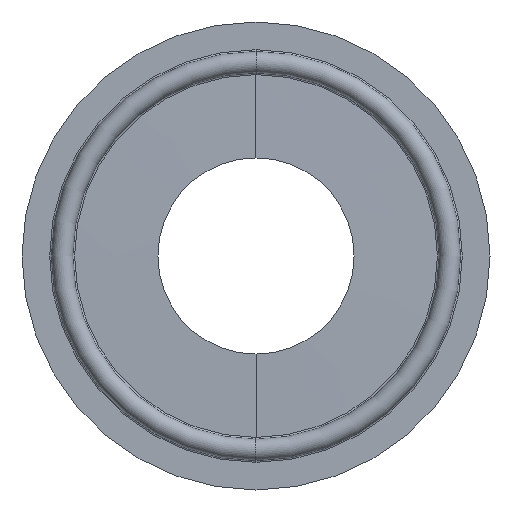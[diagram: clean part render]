
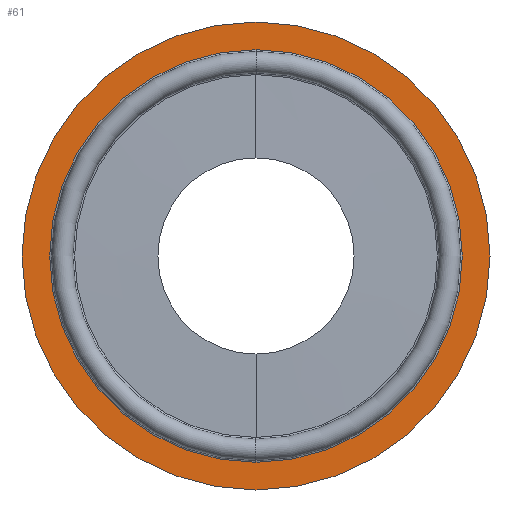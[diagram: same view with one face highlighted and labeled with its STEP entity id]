
A CAD part, left-side view. The second image highlights one B-rep face of the part: STEP entity #61.
In plain terms, the highlighted planar face has unit normal (-1, 0, 0).
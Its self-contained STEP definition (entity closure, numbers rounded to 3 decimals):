
#1 = CARTESIAN_POINT ( 'NONE',  ( -0.9, 0., -26.25 ) ) ;
#25 = EDGE_CURVE ( 'NONE', #847, #294, #186, .T. ) ;
#32 = AXIS2_PLACEMENT_3D ( 'NONE', #74, #376, #639 ) ;
#61 = ADVANCED_FACE ( 'NONE', ( #656, #516 ), #292, .F. ) ;
#71 = ORIENTED_EDGE ( 'NONE', *, *, #25, .F. ) ;
#74 = CARTESIAN_POINT ( 'NONE',  ( -0.9, 0., 0. ) ) ;
#86 = CARTESIAN_POINT ( 'NONE',  ( -0.9, 23.146, 0. ) ) ;
#133 = CARTESIAN_POINT ( 'NONE',  ( -0.9, 0., -23.146 ) ) ;
#186 = CIRCLE ( 'NONE', #379, 23.146 ) ;
#199 = DIRECTION ( 'NONE',  ( -1., 0., 0. ) ) ;
#235 = EDGE_LOOP ( 'NONE', ( #71, #468 ) ) ;
#254 = EDGE_CURVE ( 'NONE', #596, #361, #428, .T. ) ;
#275 = CARTESIAN_POINT ( 'NONE',  ( -0.9, 0., 0. ) ) ;
#292 = PLANE ( 'NONE',  #420 ) ;
#294 = VERTEX_POINT ( 'NONE', #133 ) ;
#307 = CARTESIAN_POINT ( 'NONE',  ( -0.9, 0., 0. ) ) ;
#361 = VERTEX_POINT ( 'NONE', #1 ) ;
#362 = DIRECTION ( 'NONE',  ( 0., 0., 1. ) ) ;
#376 = DIRECTION ( 'NONE',  ( -1., 0., 0. ) ) ;
#379 = AXIS2_PLACEMENT_3D ( 'NONE', #307, #721, #795 ) ;
#396 = ORIENTED_EDGE ( 'NONE', *, *, #416, .T. ) ;
#416 = EDGE_CURVE ( 'NONE', #361, #596, #823, .T. ) ;
#420 = AXIS2_PLACEMENT_3D ( 'NONE', #86, #788, #589 ) ;
#425 = DIRECTION ( 'NONE',  ( -1., 0., 0. ) ) ;
#428 = CIRCLE ( 'NONE', #488, 26.25 ) ;
#451 = AXIS2_PLACEMENT_3D ( 'NONE', #504, #425, #362 ) ;
#468 = ORIENTED_EDGE ( 'NONE', *, *, #893, .F. ) ;
#474 = EDGE_LOOP ( 'NONE', ( #587, #396 ) ) ;
#476 = DIRECTION ( 'NONE',  ( 0., 0., 1. ) ) ;
#488 = AXIS2_PLACEMENT_3D ( 'NONE', #275, #199, #476 ) ;
#504 = CARTESIAN_POINT ( 'NONE',  ( -0.9, 0., 0. ) ) ;
#516 = FACE_OUTER_BOUND ( 'NONE', #474, .T. ) ;
#587 = ORIENTED_EDGE ( 'NONE', *, *, #254, .T. ) ;
#589 = DIRECTION ( 'NONE',  ( 0., 0., -1. ) ) ;
#596 = VERTEX_POINT ( 'NONE', #738 ) ;
#637 = CARTESIAN_POINT ( 'NONE',  ( -0.9, 0., 23.146 ) ) ;
#639 = DIRECTION ( 'NONE',  ( 0., 0., 1. ) ) ;
#656 = FACE_BOUND ( 'NONE', #235, .T. ) ;
#721 = DIRECTION ( 'NONE',  ( -1., 0., 0. ) ) ;
#729 = CIRCLE ( 'NONE', #451, 23.146 ) ;
#738 = CARTESIAN_POINT ( 'NONE',  ( -0.9, 0., 26.25 ) ) ;
#788 = DIRECTION ( 'NONE',  ( 1., 0., 0. ) ) ;
#795 = DIRECTION ( 'NONE',  ( 0., 0., 1. ) ) ;
#823 = CIRCLE ( 'NONE', #32, 26.25 ) ;
#847 = VERTEX_POINT ( 'NONE', #637 ) ;
#893 = EDGE_CURVE ( 'NONE', #294, #847, #729, .T. ) ;
